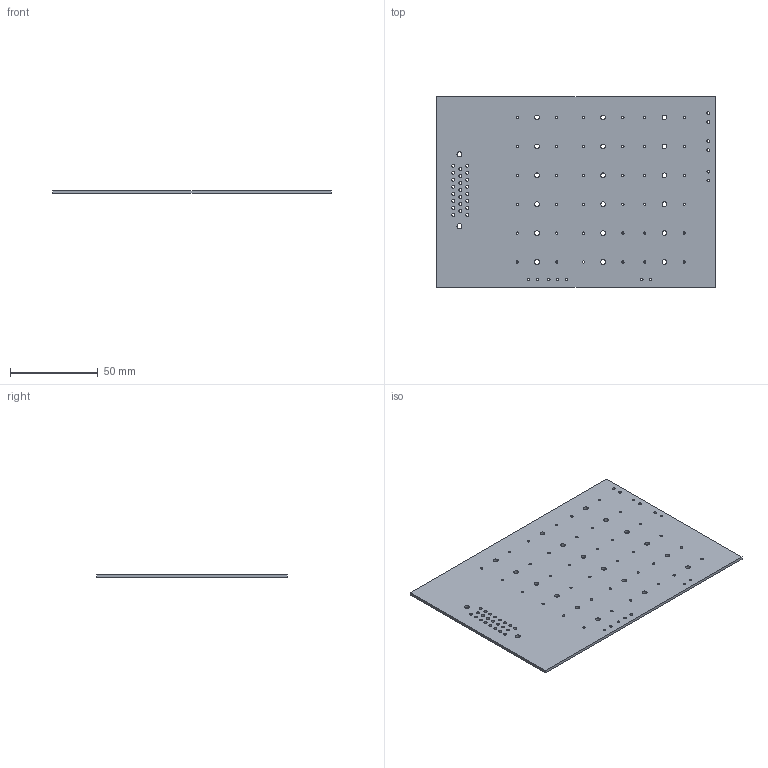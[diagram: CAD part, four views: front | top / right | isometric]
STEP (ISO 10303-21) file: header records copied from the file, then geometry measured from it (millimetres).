
FILE_DESCRIPTION(('KiCad electronic assembly'),'2;1');
FILE_NAME('EL-A0001-00301-AA - Placa de Fus_veis (Geral).step', '2022-03-14T09:50:16',('Pcbnew'),('Kicad'), 'Open CASCADE STEP processor 7.5','KiCad to STEP converter','Unknown' );
FILE_SCHEMA(('AUTOMOTIVE_DESIGN { 1 0 10303 214 1 1 1 1 }'));
Length unit declared in the file: millimetre
Products named in the file (2): EL-A0001-00301-AA - Placa de Fus_veis (Geral) 1; EL-A0001-00301-AA - Placa de FusÃ­veis (Geral) PCB
Assembly tree (1 placements, depth 2):
  EL-A0001-00301-AA - Placa de Fus_veis (Geral) 1
    EL-A0001-00301-AA - Placa de FusÃ­veis (Geral) PCB
Bounding box: 159 x 109 x 1.6 mm (x, y, z)
Volume: 27341.6 mm3; surface area: 35844.4 mm2
Topology: 1 solids, 1 shells, 98 faces, 288 edges, 192 vertices
Faces by surface type: cylinder 92, plane 6
Full cylindrical faces by diameter (mm): 1.3 x36, 1.52 x13, 1.75 x23, 2.7 x18, 2.85 x2
Entity records: 8087 total; most frequent: CARTESIAN_POINT 2260, DIRECTION 1064, ORIENTED_EDGE 576, PCURVE 576, DEFINITIONAL_REPRESENTATION 576, LINE 496, VECTOR 496, EDGE_CURVE 288
